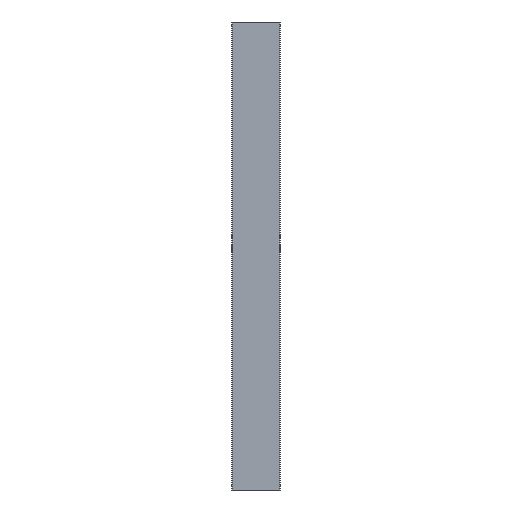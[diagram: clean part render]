
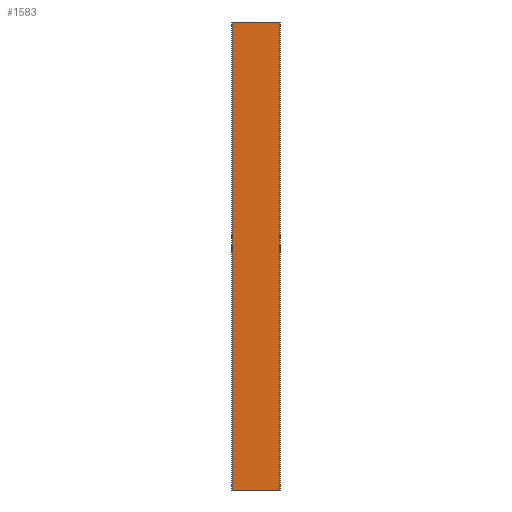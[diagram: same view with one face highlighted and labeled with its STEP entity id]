
A CAD part, front view. The second image highlights one B-rep face of the part: STEP entity #1583.
In plain terms, the highlighted planar face has unit normal (0, -1, 0).
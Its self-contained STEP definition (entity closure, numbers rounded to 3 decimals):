
#32 = VERTEX_POINT ( 'NONE', #1892 ) ;
#47 = EDGE_CURVE ( 'NONE', #1615, #629, #1464, .T. ) ;
#61 = EDGE_CURVE ( 'NONE', #1733, #32, #1176, .T. ) ;
#106 = VECTOR ( 'NONE', #1886, 1000. ) ;
#188 = EDGE_LOOP ( 'NONE', ( #1388, #1085, #1745, #1370 ) ) ;
#247 = CARTESIAN_POINT ( 'NONE',  ( 152., 0., 1500. ) ) ;
#295 = FACE_OUTER_BOUND ( 'NONE', #188, .T. ) ;
#346 = EDGE_CURVE ( 'NONE', #32, #629, #480, .T. ) ;
#354 = DIRECTION ( 'NONE',  ( 0., -1., 0. ) ) ;
#422 = DIRECTION ( 'NONE',  ( -1., 0., 0. ) ) ;
#480 = LINE ( 'NONE', #552, #106 ) ;
#552 = CARTESIAN_POINT ( 'NONE',  ( 154., 0., -1500. ) ) ;
#629 = VERTEX_POINT ( 'NONE', #633 ) ;
#633 = CARTESIAN_POINT ( 'NONE',  ( -152., 0., -1500. ) ) ;
#834 = CARTESIAN_POINT ( 'NONE',  ( -152., 0., 1500. ) ) ;
#899 = LINE ( 'NONE', #1047, #1294 ) ;
#1039 = VECTOR ( 'NONE', #1436, 1000. ) ;
#1047 = CARTESIAN_POINT ( 'NONE',  ( 154., 0., 1500. ) ) ;
#1085 = ORIENTED_EDGE ( 'NONE', *, *, #61, .F. ) ;
#1160 = CARTESIAN_POINT ( 'NONE',  ( -152., 0., 1500. ) ) ;
#1176 = LINE ( 'NONE', #1910, #1039 ) ;
#1217 = VECTOR ( 'NONE', #1449, 1000. ) ;
#1231 = PLANE ( 'NONE',  #1397 ) ;
#1267 = CARTESIAN_POINT ( 'NONE',  ( 154., 0., 1500. ) ) ;
#1294 = VECTOR ( 'NONE', #422, 1000. ) ;
#1370 = ORIENTED_EDGE ( 'NONE', *, *, #47, .T. ) ;
#1388 = ORIENTED_EDGE ( 'NONE', *, *, #346, .F. ) ;
#1397 = AXIS2_PLACEMENT_3D ( 'NONE', #1267, #354, #1406 ) ;
#1406 = DIRECTION ( 'NONE',  ( 0., 0., -1. ) ) ;
#1417 = EDGE_CURVE ( 'NONE', #1733, #1615, #899, .T. ) ;
#1436 = DIRECTION ( 'NONE',  ( 0., 0., -1. ) ) ;
#1449 = DIRECTION ( 'NONE',  ( 0., 0., -1. ) ) ;
#1464 = LINE ( 'NONE', #1160, #1217 ) ;
#1583 = ADVANCED_FACE ( 'NONE', ( #295 ), #1231, .T. ) ;
#1615 = VERTEX_POINT ( 'NONE', #834 ) ;
#1733 = VERTEX_POINT ( 'NONE', #247 ) ;
#1745 = ORIENTED_EDGE ( 'NONE', *, *, #1417, .T. ) ;
#1886 = DIRECTION ( 'NONE',  ( -1., 0., 0. ) ) ;
#1892 = CARTESIAN_POINT ( 'NONE',  ( 152., 0., -1500. ) ) ;
#1910 = CARTESIAN_POINT ( 'NONE',  ( 152., 0., 1500. ) ) ;
